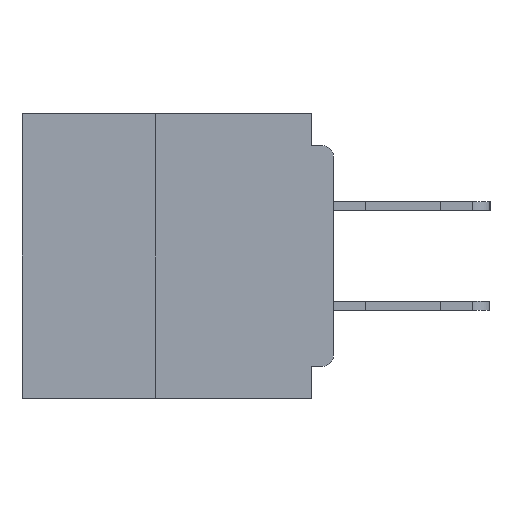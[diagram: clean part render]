
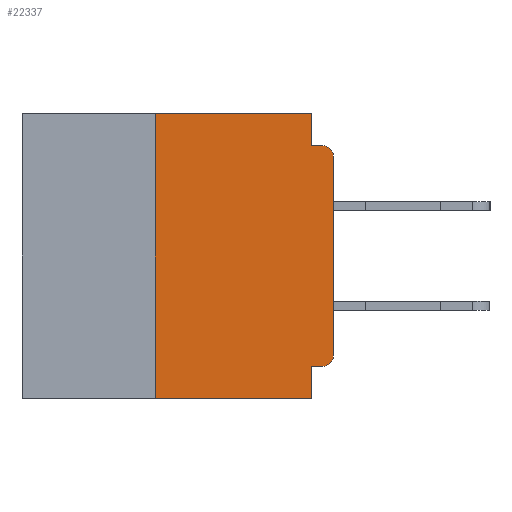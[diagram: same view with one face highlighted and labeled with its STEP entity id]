
A CAD part, left-side view. The second image highlights one B-rep face of the part: STEP entity #22337.
In plain terms, the highlighted planar face has unit normal (-1, 0, 0).
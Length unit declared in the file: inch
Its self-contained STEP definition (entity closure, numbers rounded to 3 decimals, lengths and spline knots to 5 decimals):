
#1079 = CIRCLE ( 'NONE', #12999, 0.015 ) ;
#2440 = LINE ( 'NONE', #41857, #45702 ) ;
#5265 = VECTOR ( 'NONE', #45404, 39.37008 ) ;
#5757 = ORIENTED_EDGE ( 'NONE', *, *, #14475, .F. ) ;
#7147 = CARTESIAN_POINT ( 'NONE',  ( 0., 0., -0.34 ) ) ;
#7726 = CARTESIAN_POINT ( 'NONE',  ( 0., 0.031, -0.4 ) ) ;
#8370 = LINE ( 'NONE', #48383, #26800 ) ;
#8543 = ORIENTED_EDGE ( 'NONE', *, *, #18628, .T. ) ;
#8546 = DIRECTION ( 'NONE',  ( 0., -1., 0. ) ) ;
#9812 = FACE_OUTER_BOUND ( 'NONE', #18042, .T. ) ;
#9873 = CARTESIAN_POINT ( 'NONE',  ( 0., 0.25, -0.4 ) ) ;
#10104 = VERTEX_POINT ( 'NONE', #45271 ) ;
#10707 = CARTESIAN_POINT ( 'NONE',  ( 0., 0., -0.06 ) ) ;
#11788 = CARTESIAN_POINT ( 'NONE',  ( 0., 0.437, 0. ) ) ;
#11917 = CARTESIAN_POINT ( 'NONE',  ( 0., 0.437, 0. ) ) ;
#11921 = CARTESIAN_POINT ( 'NONE',  ( 0., 0.015, -0.355 ) ) ;
#12999 = AXIS2_PLACEMENT_3D ( 'NONE', #42019, #16999, #46169 ) ;
#13736 = CARTESIAN_POINT ( 'NONE',  ( 0., 0.015, -0.34 ) ) ;
#14303 = VECTOR ( 'NONE', #29212, 39.37008 ) ;
#14475 = EDGE_CURVE ( 'NONE', #22902, #42613, #8370, .T. ) ;
#15864 = LINE ( 'NONE', #24431, #36743 ) ;
#16777 = ORIENTED_EDGE ( 'NONE', *, *, #29969, .T. ) ;
#16834 = DIRECTION ( 'NONE',  ( 0., 0., 1. ) ) ;
#16999 = DIRECTION ( 'NONE',  ( -1., 0., 0. ) ) ;
#17981 = DIRECTION ( 'NONE',  ( 0., 0., -1. ) ) ;
#18042 = EDGE_LOOP ( 'NONE', ( #16777, #21181, #20627, #45714, #51657, #38438, #8543, #46318, #5757, #35847 ) ) ;
#18211 = VERTEX_POINT ( 'NONE', #30120 ) ;
#18628 = EDGE_CURVE ( 'NONE', #47282, #37253, #15864, .T. ) ;
#19266 = DIRECTION ( 'NONE',  ( 0., 1., 0. ) ) ;
#20107 = CARTESIAN_POINT ( 'NONE',  ( 0., 0.031, 0. ) ) ;
#20293 = DIRECTION ( 'NONE',  ( 1., 0., 0. ) ) ;
#20627 = ORIENTED_EDGE ( 'NONE', *, *, #49657, .F. ) ;
#21181 = ORIENTED_EDGE ( 'NONE', *, *, #46451, .T. ) ;
#21241 = EDGE_CURVE ( 'NONE', #10104, #50522, #43273, .T. ) ;
#21630 = LINE ( 'NONE', #42129, #41202 ) ;
#22337 = ADVANCED_FACE ( 'NONE', ( #9812 ), #53316, .F. ) ;
#22902 = VERTEX_POINT ( 'NONE', #11921 ) ;
#23033 = EDGE_CURVE ( 'NONE', #47282, #10104, #21630, .T. ) ;
#23852 = EDGE_CURVE ( 'NONE', #42613, #37253, #46308, .T. ) ;
#24321 = DIRECTION ( 'NONE',  ( 0., 0., -1. ) ) ;
#24431 = CARTESIAN_POINT ( 'NONE',  ( 0., 0.437, -0.4 ) ) ;
#25302 = CARTESIAN_POINT ( 'NONE',  ( 0., 0., -0.045 ) ) ;
#25525 = DIRECTION ( 'NONE',  ( 0., 0., 1. ) ) ;
#26800 = VECTOR ( 'NONE', #19266, 39.37008 ) ;
#28619 = VERTEX_POINT ( 'NONE', #7147 ) ;
#29212 = DIRECTION ( 'NONE',  ( 0., 0., -1. ) ) ;
#29969 = EDGE_CURVE ( 'NONE', #28619, #50474, #2440, .T. ) ;
#30120 = CARTESIAN_POINT ( 'NONE',  ( 0., 0.031, -0.045 ) ) ;
#34851 = VECTOR ( 'NONE', #8546, 39.37008 ) ;
#35847 = ORIENTED_EDGE ( 'NONE', *, *, #51181, .T. ) ;
#35964 = CARTESIAN_POINT ( 'NONE',  ( 0., 0.031, 0. ) ) ;
#36743 = VECTOR ( 'NONE', #41216, 39.37008 ) ;
#36898 = CIRCLE ( 'NONE', #51258, 0.015 ) ;
#37214 = EDGE_CURVE ( 'NONE', #50522, #18211, #52772, .T. ) ;
#37253 = VERTEX_POINT ( 'NONE', #7726 ) ;
#38438 = ORIENTED_EDGE ( 'NONE', *, *, #23033, .F. ) ;
#39835 = AXIS2_PLACEMENT_3D ( 'NONE', #11788, #20293, #49390 ) ;
#41202 = VECTOR ( 'NONE', #25525, 39.37008 ) ;
#41216 = DIRECTION ( 'NONE',  ( 0., -1., 0. ) ) ;
#41831 = VECTOR ( 'NONE', #24321, 39.37008 ) ;
#41857 = CARTESIAN_POINT ( 'NONE',  ( 0., 0., 0. ) ) ;
#42019 = CARTESIAN_POINT ( 'NONE',  ( 0., 0.015, -0.06 ) ) ;
#42129 = CARTESIAN_POINT ( 'NONE',  ( 0., 0.25, -0.4 ) ) ;
#42613 = VERTEX_POINT ( 'NONE', #48916 ) ;
#42997 = DIRECTION ( 'NONE',  ( -1., 0., 0. ) ) ;
#43273 = LINE ( 'NONE', #11917, #5265 ) ;
#45271 = CARTESIAN_POINT ( 'NONE',  ( 0., 0.25, 0. ) ) ;
#45404 = DIRECTION ( 'NONE',  ( 0., -1., 0. ) ) ;
#45702 = VECTOR ( 'NONE', #16834, 39.37008 ) ;
#45714 = ORIENTED_EDGE ( 'NONE', *, *, #37214, .F. ) ;
#45957 = LINE ( 'NONE', #25302, #34851 ) ;
#46169 = DIRECTION ( 'NONE',  ( 0., 0., -1. ) ) ;
#46308 = LINE ( 'NONE', #54060, #14303 ) ;
#46318 = ORIENTED_EDGE ( 'NONE', *, *, #23852, .F. ) ;
#46451 = EDGE_CURVE ( 'NONE', #50474, #47643, #1079, .T. ) ;
#47282 = VERTEX_POINT ( 'NONE', #9873 ) ;
#47643 = VERTEX_POINT ( 'NONE', #53752 ) ;
#48383 = CARTESIAN_POINT ( 'NONE',  ( 0., 0., -0.355 ) ) ;
#48916 = CARTESIAN_POINT ( 'NONE',  ( 0., 0.031, -0.355 ) ) ;
#49390 = DIRECTION ( 'NONE',  ( 0., 0., -1. ) ) ;
#49657 = EDGE_CURVE ( 'NONE', #18211, #47643, #45957, .T. ) ;
#50474 = VERTEX_POINT ( 'NONE', #10707 ) ;
#50522 = VERTEX_POINT ( 'NONE', #35964 ) ;
#51181 = EDGE_CURVE ( 'NONE', #22902, #28619, #36898, .T. ) ;
#51258 = AXIS2_PLACEMENT_3D ( 'NONE', #13736, #42997, #17981 ) ;
#51657 = ORIENTED_EDGE ( 'NONE', *, *, #21241, .F. ) ;
#52772 = LINE ( 'NONE', #20107, #41831 ) ;
#53316 = PLANE ( 'NONE',  #39835 ) ;
#53752 = CARTESIAN_POINT ( 'NONE',  ( 0., 0.015, -0.045 ) ) ;
#54060 = CARTESIAN_POINT ( 'NONE',  ( 0., 0.031, -0.4 ) ) ;
